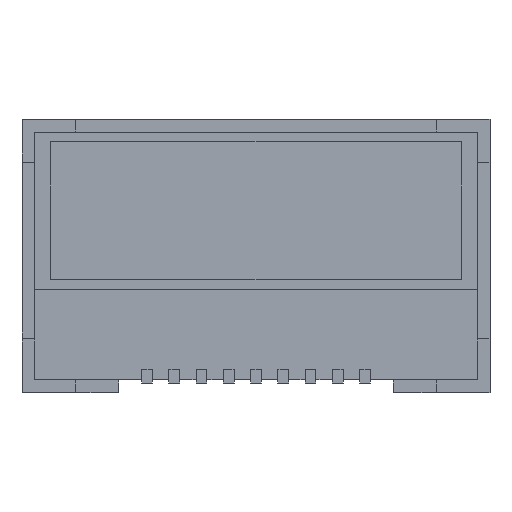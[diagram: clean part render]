
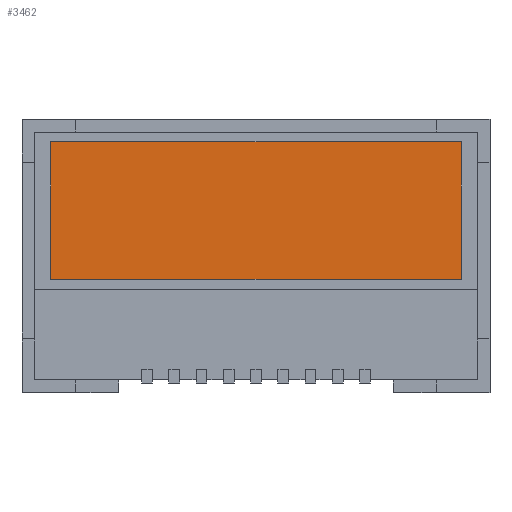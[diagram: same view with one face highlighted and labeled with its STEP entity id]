
A CAD part, top view. The second image highlights one B-rep face of the part: STEP entity #3462.
In plain terms, the highlighted planar face has unit normal (0, 0, 1).
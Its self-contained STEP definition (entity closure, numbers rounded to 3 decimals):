
#170=FACE_OUTER_BOUND('',#360,.T.);
#360=EDGE_LOOP('',(#2462,#2463,#2464,#2465));
#604=LINE('',#5122,#1084);
#607=LINE('',#5128,#1087);
#610=LINE('',#5134,#1090);
#613=LINE('',#5138,#1093);
#1084=VECTOR('',#4174,10.);
#1087=VECTOR('',#4179,10.);
#1090=VECTOR('',#4184,10.);
#1093=VECTOR('',#4189,10.);
#1536=VERTEX_POINT('',#5119);
#1537=VERTEX_POINT('',#5121);
#1539=VERTEX_POINT('',#5127);
#1541=VERTEX_POINT('',#5133);
#1884=EDGE_CURVE('',#1536,#1537,#604,.T.);
#1887=EDGE_CURVE('',#1539,#1537,#607,.T.);
#1890=EDGE_CURVE('',#1541,#1539,#610,.T.);
#1893=EDGE_CURVE('',#1541,#1536,#613,.T.);
#2462=ORIENTED_EDGE('',*,*,#1893,.F.);
#2463=ORIENTED_EDGE('',*,*,#1890,.T.);
#2464=ORIENTED_EDGE('',*,*,#1887,.T.);
#2465=ORIENTED_EDGE('',*,*,#1884,.F.);
#3272=PLANE('',#3836);
#3462=ADVANCED_FACE('',(#170),#3272,.T.);
#3836=AXIS2_PLACEMENT_3D('',#5139,#4190,#4191);
#4174=DIRECTION('',(0.,1.,0.));
#4179=DIRECTION('',(-1.,0.,0.));
#4184=DIRECTION('',(0.,1.,0.));
#4189=DIRECTION('',(-1.,0.,0.));
#4190=DIRECTION('center_axis',(0.,0.,1.));
#4191=DIRECTION('ref_axis',(1.,0.,0.));
#5119=CARTESIAN_POINT('',(-19.1,10.55,2.));
#5121=CARTESIAN_POINT('',(-19.1,23.37,2.));
#5122=CARTESIAN_POINT('',(-19.1,23.37,2.));
#5127=CARTESIAN_POINT('',(19.1,23.37,2.));
#5128=CARTESIAN_POINT('',(0.,23.37,2.));
#5133=CARTESIAN_POINT('',(19.1,10.55,2.));
#5134=CARTESIAN_POINT('',(19.1,23.37,2.));
#5138=CARTESIAN_POINT('',(-19.1,10.55,2.));
#5139=CARTESIAN_POINT('Origin',(9.55,16.96,2.));
